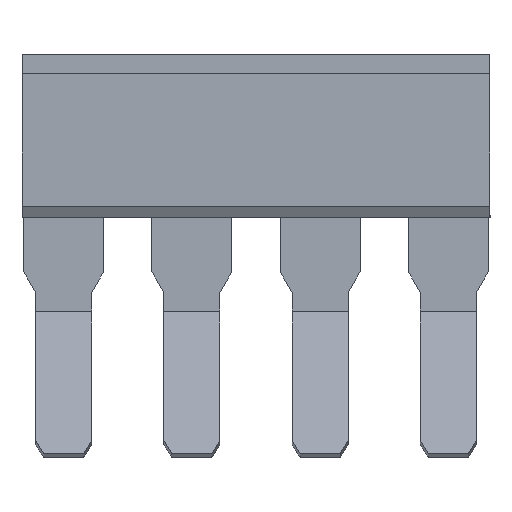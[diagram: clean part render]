
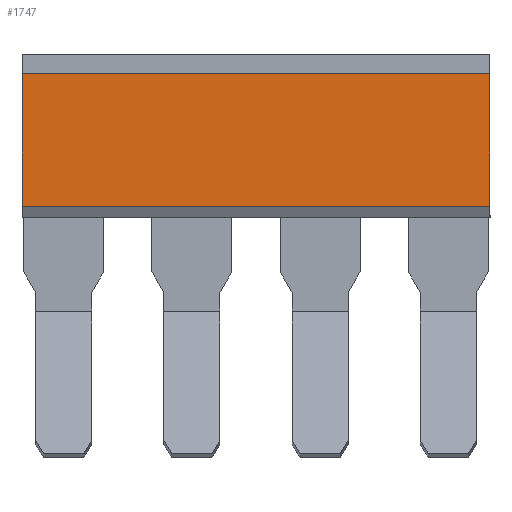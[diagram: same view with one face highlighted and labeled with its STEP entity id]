
A CAD part, top view. The second image highlights one B-rep face of the part: STEP entity #1747.
In plain terms, the highlighted planar face has unit normal (0, 0, 1).
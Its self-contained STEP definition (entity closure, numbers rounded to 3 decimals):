
#183 = VERTEX_POINT ( 'NONE', #1649 ) ;
#259 = AXIS2_PLACEMENT_3D ( 'NONE', #817, #3174, #797 ) ;
#369 = CARTESIAN_POINT ( 'NONE',  ( -18.888, 13.955, 1.22 ) ) ;
#454 = LINE ( 'NONE', #841, #3270 ) ;
#542 = LINE ( 'NONE', #2480, #766 ) ;
#705 = LINE ( 'NONE', #3058, #1400 ) ;
#766 = VECTOR ( 'NONE', #3071, 1000. ) ;
#797 = DIRECTION ( 'NONE',  ( 0., -1., 0. ) ) ;
#817 = CARTESIAN_POINT ( 'NONE',  ( -18.888, 13.955, 1.22 ) ) ;
#841 = CARTESIAN_POINT ( 'NONE',  ( 10.312, 13.955, 1.22 ) ) ;
#874 = VECTOR ( 'NONE', #3224, 1000. ) ;
#991 = EDGE_LOOP ( 'NONE', ( #2575, #2327, #1170, #2850 ) ) ;
#1144 = EDGE_CURVE ( 'NONE', #2059, #1971, #454, .T. ) ;
#1161 = EDGE_CURVE ( 'NONE', #1971, #2281, #3008, .T. ) ;
#1170 = ORIENTED_EDGE ( 'NONE', *, *, #1144, .T. ) ;
#1181 = EDGE_CURVE ( 'NONE', #2281, #183, #542, .T. ) ;
#1194 = EDGE_CURVE ( 'NONE', #183, #2059, #705, .T. ) ;
#1242 = CARTESIAN_POINT ( 'NONE',  ( 10.312, 5.697, 1.22 ) ) ;
#1400 = VECTOR ( 'NONE', #3177, 1000. ) ;
#1649 = CARTESIAN_POINT ( 'NONE',  ( -18.888, 5.697, 1.22 ) ) ;
#1747 = ADVANCED_FACE ( 'NONE', ( #2846 ), #3096, .T. ) ;
#1971 = VERTEX_POINT ( 'NONE', #2256 ) ;
#2059 = VERTEX_POINT ( 'NONE', #1242 ) ;
#2256 = CARTESIAN_POINT ( 'NONE',  ( 10.312, 13.955, 1.22 ) ) ;
#2281 = VERTEX_POINT ( 'NONE', #369 ) ;
#2327 = ORIENTED_EDGE ( 'NONE', *, *, #1194, .T. ) ;
#2480 = CARTESIAN_POINT ( 'NONE',  ( -18.888, 13.955, 1.22 ) ) ;
#2575 = ORIENTED_EDGE ( 'NONE', *, *, #1181, .T. ) ;
#2846 = FACE_OUTER_BOUND ( 'NONE', #991, .T. ) ;
#2850 = ORIENTED_EDGE ( 'NONE', *, *, #1161, .T. ) ;
#3008 = LINE ( 'NONE', #3340, #874 ) ;
#3058 = CARTESIAN_POINT ( 'NONE',  ( -18.888, 5.697, 1.22 ) ) ;
#3071 = DIRECTION ( 'NONE',  ( 0., -1., 0. ) ) ;
#3096 = PLANE ( 'NONE',  #259 ) ;
#3174 = DIRECTION ( 'NONE',  ( 0., 0., 1. ) ) ;
#3177 = DIRECTION ( 'NONE',  ( 1., 0., 0. ) ) ;
#3224 = DIRECTION ( 'NONE',  ( -1., 0., 0. ) ) ;
#3270 = VECTOR ( 'NONE', #3358, 1000. ) ;
#3340 = CARTESIAN_POINT ( 'NONE',  ( -18.888, 13.955, 1.22 ) ) ;
#3358 = DIRECTION ( 'NONE',  ( 0., 1., 0. ) ) ;
